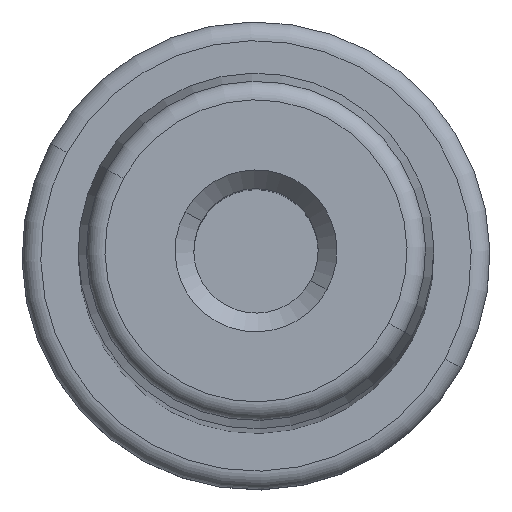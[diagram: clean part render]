
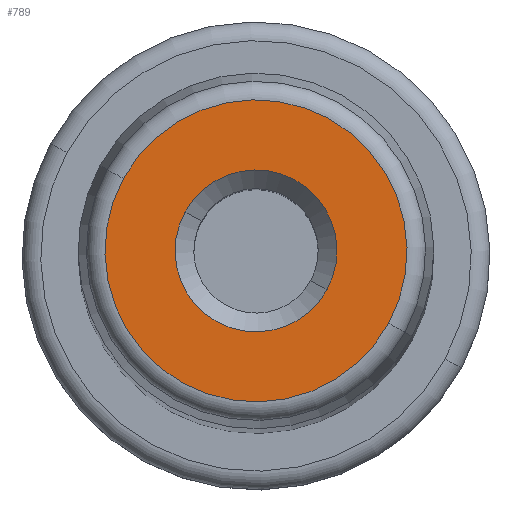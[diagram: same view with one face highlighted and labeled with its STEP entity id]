
A CAD part, top view. The second image highlights one B-rep face of the part: STEP entity #789.
In plain terms, the highlighted planar face has unit normal (0, 0, 1).
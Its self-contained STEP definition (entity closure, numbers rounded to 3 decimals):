
#723=CARTESIAN_POINT('Vertex',(-7.081,3.868,160.)) ;
#726=CARTESIAN_POINT('Axis2P3D Location',(0.,0.,160.)) ;
#730=CARTESIAN_POINT('Vertex',(7.081,-3.868,160.)) ;
#750=CARTESIAN_POINT('Axis2P3D Location',(0.,0.,160.)) ;
#762=CARTESIAN_POINT('Axis2P3D Location',(-8.938,0.,160.)) ;
#771=CARTESIAN_POINT('Axis2P3D Location',(0.,0.,160.)) ;
#775=CARTESIAN_POINT('Vertex',(-3.794,2.073,160.)) ;
#777=CARTESIAN_POINT('Vertex',(3.794,-2.073,160.)) ;
#780=CARTESIAN_POINT('Axis2P3D Location',(0.,0.,160.)) ;
#727=DIRECTION('Axis2P3D Direction',(-0.,0.,-1.)) ;
#751=DIRECTION('Axis2P3D Direction',(0.,0.,-1.)) ;
#763=DIRECTION('Axis2P3D Direction',(0.,0.,-1.)) ;
#764=DIRECTION('Axis2P3D XDirection',(1.,0.,0.)) ;
#772=DIRECTION('Axis2P3D Direction',(0.,0.,-1.)) ;
#781=DIRECTION('Axis2P3D Direction',(0.,0.,-1.)) ;
#728=AXIS2_PLACEMENT_3D('Circle Axis2P3D',#726,#727,$) ;
#752=AXIS2_PLACEMENT_3D('Circle Axis2P3D',#750,#751,$) ;
#765=AXIS2_PLACEMENT_3D('Plane Axis2P3D',#762,#763,#764) ;
#773=AXIS2_PLACEMENT_3D('Circle Axis2P3D',#771,#772,$) ;
#782=AXIS2_PLACEMENT_3D('Circle Axis2P3D',#780,#781,$) ;
#768=ORIENTED_EDGE('',*,*,#732,.F.) ;
#769=ORIENTED_EDGE('',*,*,#754,.F.) ;
#786=ORIENTED_EDGE('',*,*,#779,.T.) ;
#787=ORIENTED_EDGE('',*,*,#784,.T.) ;
#788=FACE_BOUND('',#785,.T.) ;
#789=ADVANCED_FACE('PartBody',(#770,#788),#766,.F.) ;
#729=CIRCLE('generated circle',#728,8.069) ;
#753=CIRCLE('generated circle',#752,8.069) ;
#774=CIRCLE('generated circle',#773,4.324) ;
#783=CIRCLE('generated circle',#782,4.324) ;
#732=EDGE_CURVE('',#724,#731,#729,.T.) ;
#754=EDGE_CURVE('',#731,#724,#753,.T.) ;
#779=EDGE_CURVE('',#776,#778,#774,.T.) ;
#784=EDGE_CURVE('',#778,#776,#783,.T.) ;
#767=EDGE_LOOP('',(#768,#769)) ;
#785=EDGE_LOOP('',(#786,#787)) ;
#770=FACE_OUTER_BOUND('',#767,.T.) ;
#766=PLANE('Plane',#765) ;
#724=VERTEX_POINT('',#723) ;
#731=VERTEX_POINT('',#730) ;
#776=VERTEX_POINT('',#775) ;
#778=VERTEX_POINT('',#777) ;
